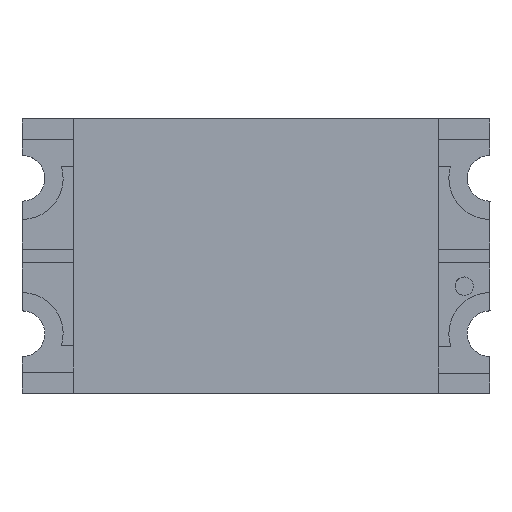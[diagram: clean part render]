
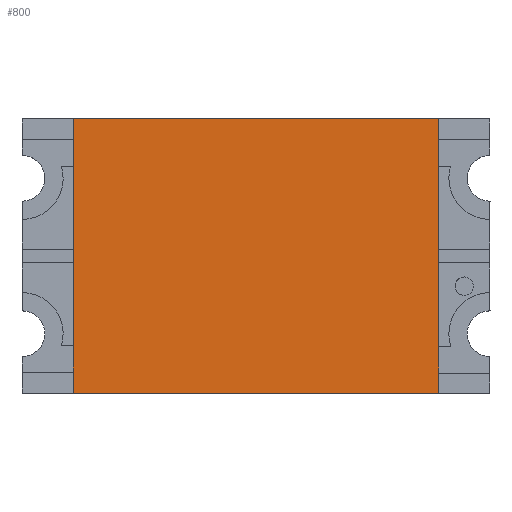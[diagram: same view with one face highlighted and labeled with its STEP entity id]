
A CAD part, top view. The second image highlights one B-rep face of the part: STEP entity #800.
In plain terms, the highlighted planar face has unit normal (0, 0, 1).
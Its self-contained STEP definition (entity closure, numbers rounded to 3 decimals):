
#740 = EDGE_CURVE ( 'NONE', #4217, #4215, #2455, .T. ) ;
#741 = EDGE_CURVE ( 'NONE', #4215, #4216, #2458, .T. ) ;
#742 = EDGE_CURVE ( 'NONE', #4218, #4217, #2461, .T. ) ;
#743 = EDGE_CURVE ( 'NONE', #4216, #4218, #2464, .T. ) ;
#800 = ADVANCED_FACE ( 'NONE', ( #2921 ), #3158, .T. ) ;
#2455 = LINE ( 'NONE', #2456, #2849 ) ;
#2456 = CARTESIAN_POINT ( 'NONE',  ( 307.059, 47.922, 1.1 ) ) ;
#2457 = DIRECTION ( 'NONE',  ( 0., 1., 0. ) ) ;
#2458 = LINE ( 'NONE', #2459, #2850 ) ;
#2459 = CARTESIAN_POINT ( 'NONE',  ( 307.059, 47.922, 1.1 ) ) ;
#2460 = DIRECTION ( 'NONE',  ( 1., 0., 0. ) ) ;
#2461 = LINE ( 'NONE', #2462, #2851 ) ;
#2462 = CARTESIAN_POINT ( 'NONE',  ( 307.059, 44.922, 1.1 ) ) ;
#2463 = DIRECTION ( 'NONE',  ( -1., 0., 0. ) ) ;
#2464 = LINE ( 'NONE', #2465, #2852 ) ;
#2465 = CARTESIAN_POINT ( 'NONE',  ( 311.059, 44.922, 1.1 ) ) ;
#2466 = DIRECTION ( 'NONE',  ( 0., -1., 0. ) ) ;
#2849 = VECTOR ( 'NONE', #2457, 1000. ) ;
#2850 = VECTOR ( 'NONE', #2460, 1000. ) ;
#2851 = VECTOR ( 'NONE', #2463, 1000. ) ;
#2852 = VECTOR ( 'NONE', #2466, 1000. ) ;
#2921 = FACE_OUTER_BOUND ( 'NONE', #4952, .T. ) ;
#2924 = AXIS2_PLACEMENT_3D ( 'NONE', #3159, #3160, #3161 ) ;
#3158 = PLANE ( 'NONE',  #2924 ) ;
#3159 = CARTESIAN_POINT ( 'NONE',  ( 307.059, 44.922, 1.1 ) ) ;
#3160 = DIRECTION ( 'NONE',  ( 0., 0., 1. ) ) ;
#3161 = DIRECTION ( 'NONE',  ( 1., 0., 0. ) ) ;
#3691 = CARTESIAN_POINT ( 'NONE',  ( 307.059, 47.922, 1.1 ) ) ;
#3692 = CARTESIAN_POINT ( 'NONE',  ( 311.059, 47.922, 1.1 ) ) ;
#3693 = CARTESIAN_POINT ( 'NONE',  ( 307.059, 44.922, 1.1 ) ) ;
#3694 = CARTESIAN_POINT ( 'NONE',  ( 311.059, 44.922, 1.1 ) ) ;
#4215 = VERTEX_POINT ( 'NONE', #3691 ) ;
#4216 = VERTEX_POINT ( 'NONE', #3692 ) ;
#4217 = VERTEX_POINT ( 'NONE', #3693 ) ;
#4218 = VERTEX_POINT ( 'NONE', #3694 ) ;
#4737 = ORIENTED_EDGE ( 'NONE', *, *, #741, .F. ) ;
#4738 = ORIENTED_EDGE ( 'NONE', *, *, #742, .F. ) ;
#4739 = ORIENTED_EDGE ( 'NONE', *, *, #740, .F. ) ;
#4740 = ORIENTED_EDGE ( 'NONE', *, *, #743, .F. ) ;
#4952 = EDGE_LOOP ( 'NONE', ( #4737, #4739, #4738, #4740 ) ) ;
